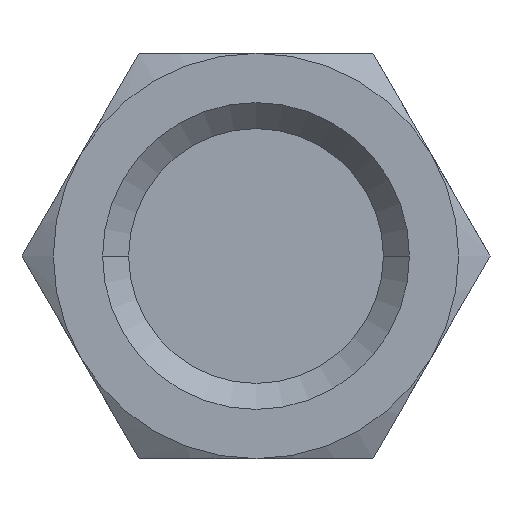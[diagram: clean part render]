
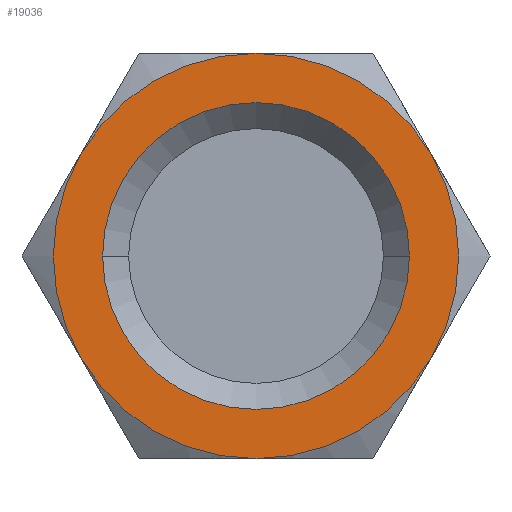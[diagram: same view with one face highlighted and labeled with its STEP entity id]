
A CAD part, front view. The second image highlights one B-rep face of the part: STEP entity #19036.
In plain terms, the highlighted planar face has unit normal (0, -1, 0).
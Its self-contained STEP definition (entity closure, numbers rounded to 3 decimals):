
#174 = CIRCLE ( 'NONE', #13145, 7. ) ;
#183 = CIRCLE ( 'NONE', #13144, 7. ) ;
#185 = CIRCLE ( 'NONE', #13150, 7. ) ;
#186 = CIRCLE ( 'NONE', #13146, 7. ) ;
#187 = CIRCLE ( 'NONE', #13147, 7. ) ;
#188 = CIRCLE ( 'NONE', #13148, 7. ) ;
#189 = CIRCLE ( 'NONE', #13149, 5.3 ) ;
#327 = VERTEX_POINT ( 'NONE', #6607 ) ;
#328 = VERTEX_POINT ( 'NONE', #6608 ) ;
#329 = VERTEX_POINT ( 'NONE', #6609 ) ;
#330 = VERTEX_POINT ( 'NONE', #6610 ) ;
#332 = VERTEX_POINT ( 'NONE', #6612 ) ;
#336 = VERTEX_POINT ( 'NONE', #6616 ) ;
#1382 = ORIENTED_EDGE ( 'NONE', *, *, #13115, .F. ) ;
#1383 = ORIENTED_EDGE ( 'NONE', *, *, #19338, .F. ) ;
#1384 = ORIENTED_EDGE ( 'NONE', *, *, #13114, .T. ) ;
#1385 = ORIENTED_EDGE ( 'NONE', *, *, #13113, .T. ) ;
#1386 = ORIENTED_EDGE ( 'NONE', *, *, #13112, .T. ) ;
#1387 = ORIENTED_EDGE ( 'NONE', *, *, #13111, .T. ) ;
#1388 = ORIENTED_EDGE ( 'NONE', *, *, #13110, .T. ) ;
#1389 = ORIENTED_EDGE ( 'NONE', *, *, #13116, .T. ) ;
#6267 = AXIS2_PLACEMENT_3D ( 'NONE', #8123, #8124, #8125 ) ;
#6495 = AXIS2_PLACEMENT_3D ( 'NONE', #7633, #7634, #7635 ) ;
#6607 = CARTESIAN_POINT ( 'NONE',  ( 0., 0., -7. ) ) ;
#6608 = CARTESIAN_POINT ( 'NONE',  ( -6.062, 0., -3.5 ) ) ;
#6609 = CARTESIAN_POINT ( 'NONE',  ( 6.062, 0., -3.5 ) ) ;
#6610 = CARTESIAN_POINT ( 'NONE',  ( 6.062, 0., 3.5 ) ) ;
#6612 = CARTESIAN_POINT ( 'NONE',  ( 0., 0., 7. ) ) ;
#6616 = CARTESIAN_POINT ( 'NONE',  ( -6.062, 0., 3.5 ) ) ;
#7626 = PLANE ( 'NONE',  #6495 ) ;
#7633 = CARTESIAN_POINT ( 'NONE',  ( 0., 0., 0. ) ) ;
#7634 = DIRECTION ( 'NONE',  ( 0., -1., 0. ) ) ;
#7635 = DIRECTION ( 'NONE',  ( 0., 0., -1. ) ) ;
#8123 = CARTESIAN_POINT ( 'NONE',  ( 0., 0., 0. ) ) ;
#8124 = DIRECTION ( 'NONE',  ( 0., -1., 0. ) ) ;
#8125 = DIRECTION ( 'NONE',  ( 1., 0., 0. ) ) ;
#9881 = CIRCLE ( 'NONE', #6267, 5.3 ) ;
#13110 = EDGE_CURVE ( 'NONE', #336, #328, #183, .T. ) ;
#13111 = EDGE_CURVE ( 'NONE', #332, #336, #174, .T. ) ;
#13112 = EDGE_CURVE ( 'NONE', #330, #332, #186, .T. ) ;
#13113 = EDGE_CURVE ( 'NONE', #329, #330, #187, .T. ) ;
#13114 = EDGE_CURVE ( 'NONE', #327, #329, #188, .T. ) ;
#13115 = EDGE_CURVE ( 'NONE', #16397, #16398, #189, .T. ) ;
#13116 = EDGE_CURVE ( 'NONE', #328, #327, #185, .T. ) ;
#13144 = AXIS2_PLACEMENT_3D ( 'NONE', #16119, #16120, #16121 ) ;
#13145 = AXIS2_PLACEMENT_3D ( 'NONE', #16122, #16123, #16124 ) ;
#13146 = AXIS2_PLACEMENT_3D ( 'NONE', #16125, #16126, #16127 ) ;
#13147 = AXIS2_PLACEMENT_3D ( 'NONE', #16128, #16129, #16130 ) ;
#13148 = AXIS2_PLACEMENT_3D ( 'NONE', #16131, #16132, #16133 ) ;
#13149 = AXIS2_PLACEMENT_3D ( 'NONE', #16135, #16136, #16137 ) ;
#13150 = AXIS2_PLACEMENT_3D ( 'NONE', #16139, #16140, #16141 ) ;
#15600 = FACE_BOUND ( 'NONE', #16512, .T. ) ;
#15602 = FACE_OUTER_BOUND ( 'NONE', #16514, .T. ) ;
#16119 = CARTESIAN_POINT ( 'NONE',  ( 0., 0., 0. ) ) ;
#16120 = DIRECTION ( 'NONE',  ( 0., -1., 0. ) ) ;
#16121 = DIRECTION ( 'NONE',  ( 0., 0., -1. ) ) ;
#16122 = CARTESIAN_POINT ( 'NONE',  ( 0., 0., 0. ) ) ;
#16123 = DIRECTION ( 'NONE',  ( 0., -1., 0. ) ) ;
#16124 = DIRECTION ( 'NONE',  ( 0., 0., -1. ) ) ;
#16125 = CARTESIAN_POINT ( 'NONE',  ( 0., 0., 0. ) ) ;
#16126 = DIRECTION ( 'NONE',  ( 0., -1., 0. ) ) ;
#16127 = DIRECTION ( 'NONE',  ( 0., 0., -1. ) ) ;
#16128 = CARTESIAN_POINT ( 'NONE',  ( 0., 0., 0. ) ) ;
#16129 = DIRECTION ( 'NONE',  ( 0., -1., 0. ) ) ;
#16130 = DIRECTION ( 'NONE',  ( 0., 0., -1. ) ) ;
#16131 = CARTESIAN_POINT ( 'NONE',  ( 0., 0., 0. ) ) ;
#16132 = DIRECTION ( 'NONE',  ( 0., -1., 0. ) ) ;
#16133 = DIRECTION ( 'NONE',  ( 0., 0., -1. ) ) ;
#16135 = CARTESIAN_POINT ( 'NONE',  ( 0., 0., 0. ) ) ;
#16136 = DIRECTION ( 'NONE',  ( 0., -1., 0. ) ) ;
#16137 = DIRECTION ( 'NONE',  ( 1., 0., 0. ) ) ;
#16139 = CARTESIAN_POINT ( 'NONE',  ( 0., 0., 0. ) ) ;
#16140 = DIRECTION ( 'NONE',  ( 0., -1., 0. ) ) ;
#16141 = DIRECTION ( 'NONE',  ( 0., 0., -1. ) ) ;
#16147 = CARTESIAN_POINT ( 'NONE',  ( -5.3, 0., 0. ) ) ;
#16153 = CARTESIAN_POINT ( 'NONE',  ( 5.3, 0., 0. ) ) ;
#16397 = VERTEX_POINT ( 'NONE', #16153 ) ;
#16398 = VERTEX_POINT ( 'NONE', #16147 ) ;
#16512 = EDGE_LOOP ( 'NONE', ( #1382, #1383 ) ) ;
#16514 = EDGE_LOOP ( 'NONE', ( #1384, #1385, #1386, #1387, #1388, #1389 ) ) ;
#19036 = ADVANCED_FACE ( 'NONE', ( #15600, #15602 ), #7626, .T. ) ;
#19338 = EDGE_CURVE ( 'NONE', #16398, #16397, #9881, .T. ) ;
